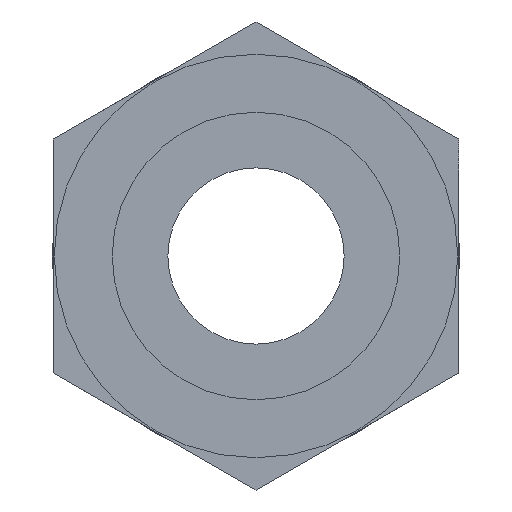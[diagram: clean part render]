
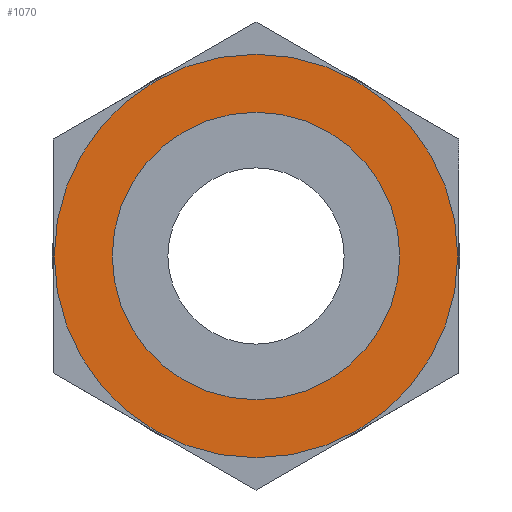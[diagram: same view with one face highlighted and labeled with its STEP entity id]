
A CAD part, left-side view. The second image highlights one B-rep face of the part: STEP entity #1070.
In plain terms, the highlighted planar face has unit normal (-1, 0, 0).
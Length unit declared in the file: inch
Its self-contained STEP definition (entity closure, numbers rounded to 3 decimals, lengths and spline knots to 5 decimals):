
#57 = CARTESIAN_POINT ( 'NONE',  ( 0., 0., -0.155 ) ) ;
#120 = CARTESIAN_POINT ( 'NONE',  ( 0., 0., -0.2175 ) ) ;
#123 = DIRECTION ( 'NONE',  ( 1., 0., 0. ) ) ;
#124 = AXIS2_PLACEMENT_3D ( 'NONE', #131, #123, #351 ) ;
#125 = CIRCLE ( 'NONE', #124, 0.2175 ) ;
#131 = CARTESIAN_POINT ( 'NONE',  ( 0., 0., 0. ) ) ;
#139 = DIRECTION ( 'NONE',  ( 0., 0., 1. ) ) ;
#140 = DIRECTION ( 'NONE',  ( -1., 0., 0. ) ) ;
#141 = CARTESIAN_POINT ( 'NONE',  ( 0., 0., 0. ) ) ;
#142 = AXIS2_PLACEMENT_3D ( 'NONE', #141, #140, #139 ) ;
#143 = CIRCLE ( 'NONE', #142, 0.155 ) ;
#210 = CARTESIAN_POINT ( 'NONE',  ( 0., 0., 0.2175 ) ) ;
#351 = DIRECTION ( 'NONE',  ( 0., 0., -1. ) ) ;
#382 = CARTESIAN_POINT ( 'NONE',  ( 0., 0., 0.155 ) ) ;
#480 = DIRECTION ( 'NONE',  ( 1., 0., 0. ) ) ;
#481 = CARTESIAN_POINT ( 'NONE',  ( 0., 0., 0. ) ) ;
#482 = AXIS2_PLACEMENT_3D ( 'NONE', #481, #480, #534 ) ;
#483 = CIRCLE ( 'NONE', #482, 0.2175 ) ;
#489 = DIRECTION ( 'NONE',  ( 0., 0., 1. ) ) ;
#490 = DIRECTION ( 'NONE',  ( -1., 0., 0. ) ) ;
#491 = CARTESIAN_POINT ( 'NONE',  ( 0., 0., 0. ) ) ;
#492 = AXIS2_PLACEMENT_3D ( 'NONE', #491, #490, #489 ) ;
#508 = CIRCLE ( 'NONE', #492, 0.155 ) ;
#509 = DIRECTION ( 'NONE',  ( 0., 0., -1. ) ) ;
#510 = DIRECTION ( 'NONE',  ( 1., 0., 0. ) ) ;
#511 = CARTESIAN_POINT ( 'NONE',  ( 0., 0., 0. ) ) ;
#512 = AXIS2_PLACEMENT_3D ( 'NONE', #511, #510, #509 ) ;
#513 = PLANE ( 'NONE',  #512 ) ;
#532 = FACE_OUTER_BOUND ( 'NONE', #1075, .T. ) ;
#533 = FACE_BOUND ( 'NONE', #1071, .T. ) ;
#534 = DIRECTION ( 'NONE',  ( 0., 0., -1. ) ) ;
#836 = VERTEX_POINT ( 'NONE', #120 ) ;
#884 = EDGE_CURVE ( 'NONE', #889, #978, #143, .T. ) ;
#889 = VERTEX_POINT ( 'NONE', #57 ) ;
#928 = EDGE_CURVE ( 'NONE', #836, #929, #125, .T. ) ;
#929 = VERTEX_POINT ( 'NONE', #210 ) ;
#978 = VERTEX_POINT ( 'NONE', #382 ) ;
#1069 = EDGE_CURVE ( 'NONE', #929, #836, #483, .T. ) ;
#1070 = ADVANCED_FACE ( 'NONE', ( #533, #532 ), #513, .F. ) ;
#1071 = EDGE_LOOP ( 'NONE', ( #1072, #1074 ) ) ;
#1072 = ORIENTED_EDGE ( 'NONE', *, *, #1073, .F. ) ;
#1073 = EDGE_CURVE ( 'NONE', #978, #889, #508, .T. ) ;
#1074 = ORIENTED_EDGE ( 'NONE', *, *, #884, .F. ) ;
#1075 = EDGE_LOOP ( 'NONE', ( #1076, #1077 ) ) ;
#1076 = ORIENTED_EDGE ( 'NONE', *, *, #1069, .F. ) ;
#1077 = ORIENTED_EDGE ( 'NONE', *, *, #928, .F. ) ;
